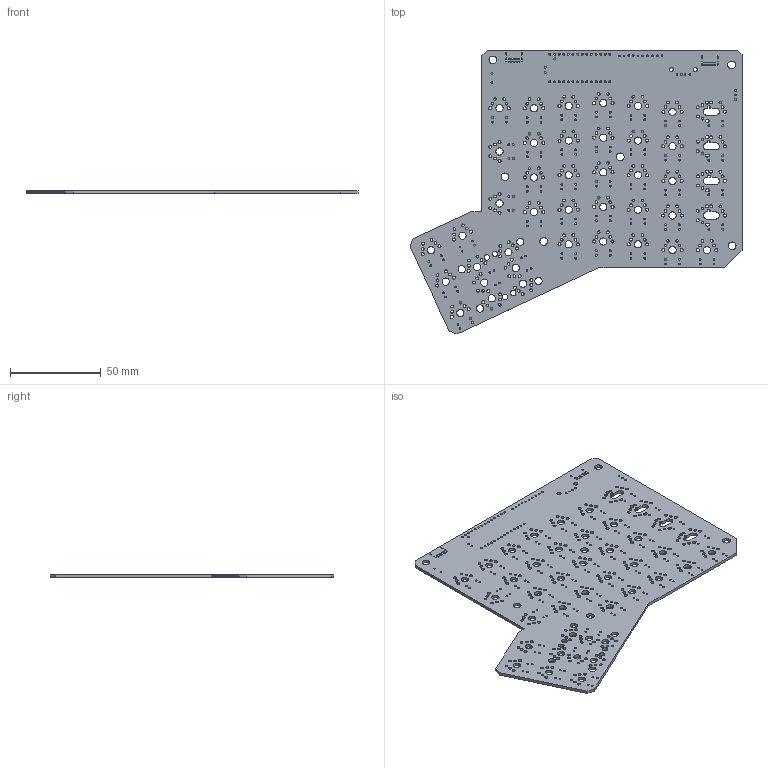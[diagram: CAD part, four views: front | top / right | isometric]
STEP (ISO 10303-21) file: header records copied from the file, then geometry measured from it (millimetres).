
FILE_DESCRIPTION(('KiCad electronic assembly'),'2;1');
FILE_NAME('ErgoDOX.step','2021-01-19T14:32:22',('An Author'),( 'A Company'),'Open CASCADE STEP processor 6.9', 'KiCad to STEP converter','Unknown');
FILE_SCHEMA(('AUTOMOTIVE_DESIGN { 1 0 10303 214 1 1 1 1 }'));
Length unit declared in the file: millimetre
Products named in the file (2): Open CASCADE STEP translator 6.9 1; COMPOUND
Assembly tree (1 placements, depth 2):
  Open CASCADE STEP translator 6.9 1
    COMPOUND
Bounding box: 182.84 x 156.33 x 1.6 mm (x, y, z)
Volume: 29499.7 mm3; surface area: 42286.6 mm2
Topology: 1 solids, 1 shells, 635 faces, 1899 edges, 1266 vertices
Faces by surface type: cylinder 592, plane 43
Full cylindrical faces by diameter (mm): 0.4 x32, 0.8 x2, 0.9 x10, 0.92 x4, 0.991 x148, 1 x5, 1.1 x29, 1.499 x180, 1.702 x84, 2.3 x2, 3 x4, 3.988 x38, 4 x4, 4.3 x6
Entity records: 49055 total; most frequent: DIRECTION 8123, CARTESIAN_POINT 7632, ORIENTED_EDGE 3798, PCURVE 3798, DEFINITIONAL_REPRESENTATION 3798, LINE 3297, VECTOR 3297, CIRCLE 2368
